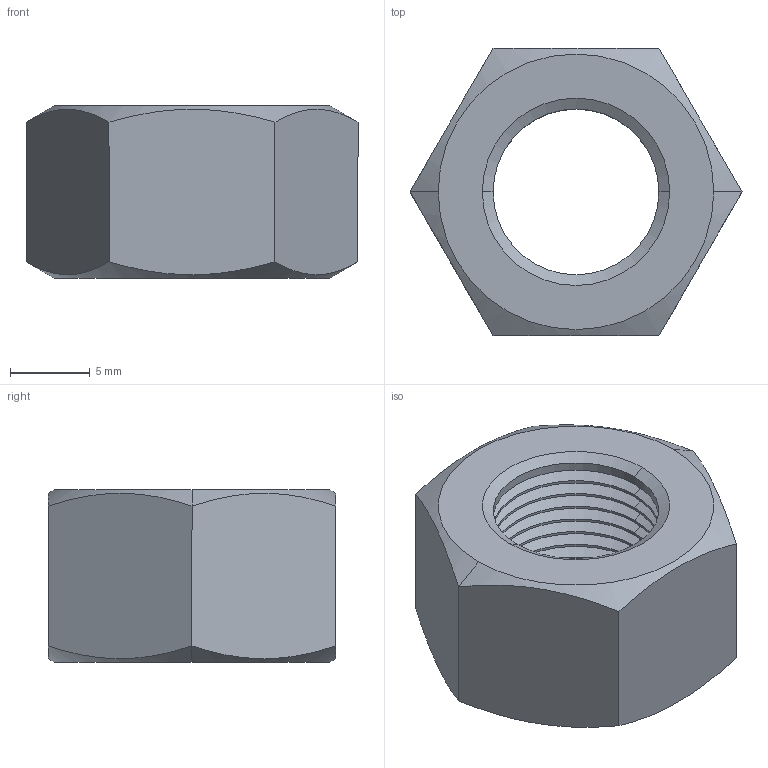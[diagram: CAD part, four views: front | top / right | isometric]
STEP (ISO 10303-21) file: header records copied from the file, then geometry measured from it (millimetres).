
FILE_DESCRIPTION (( 'STEP AP214' ), '1' );
FILE_NAME ('M12-B.STEP', '2021-10-17T16:33:35', ( 'China' ), ( 'Home' ), 'SwSTEP 2.0', 'SolidWorks 2018', '' );
FILE_SCHEMA (( 'AUTOMOTIVE_DESIGN' ));
Length unit declared in the file: millimetre
Products named in the file (1): M12-B
Bounding box: 20.78 x 18 x 10.8 mm (x, y, z)
Volume: 1983.7 mm3; surface area: 1648.2 mm2
Topology: 1 solids, 1 shells, 76 faces, 156 edges, 82 vertices
Faces by surface type: cone 48, cylinder 20, plane 8
Entity records: 2088 total; most frequent: CARTESIAN_POINT 447, DIRECTION 368, ORIENTED_EDGE 312, EDGE_CURVE 156, AXIS2_PLACEMENT_3D 147, VERTEX_POINT 82, EDGE_LOOP 78, FACE_OUTER_BOUND 76
